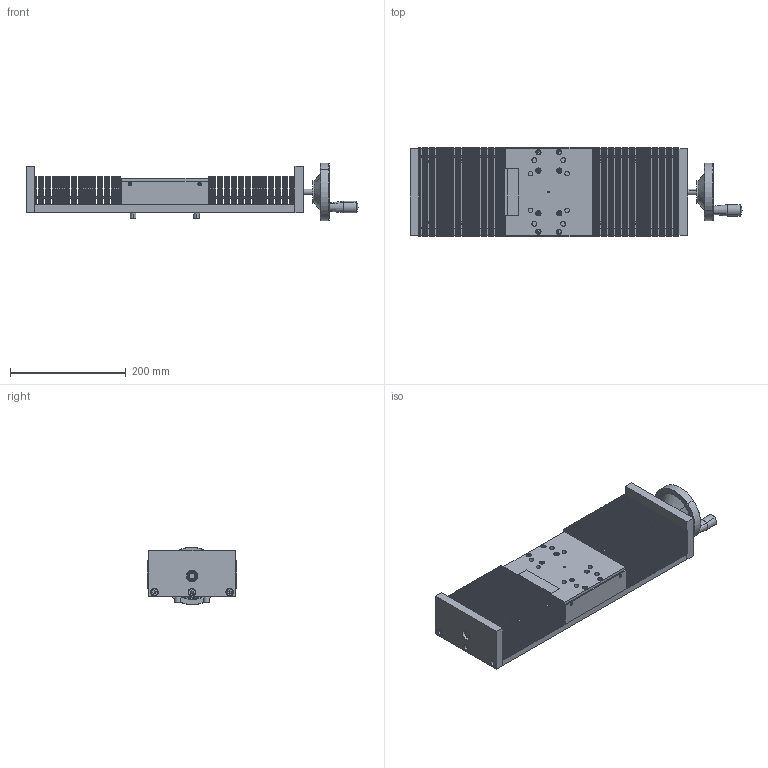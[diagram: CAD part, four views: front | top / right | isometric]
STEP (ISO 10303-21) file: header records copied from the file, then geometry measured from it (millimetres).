
FILE_DESCRIPTION (( 'STEP AP214' ), '1' );
FILE_NAME ('SubArc Manual Slide 200MM - 301137.STEP', '2015-12-17T17:43:15', ( 'ITS' ), ( 'ITW Welding Group' ), 'SwSTEP 2.0', 'SolidWorks 2015', '' );
FILE_SCHEMA (( 'AUTOMOTIVE_DESIGN' ));
Length unit declared in the file: inch
Products named in the file (1): SubArc Manual Slide 200MM - 301137
Bounding box: 574 x 155 x 100 mm (x, y, z)
Surface area: 993110.7 mm2 (no closed solid volume)
Topology: 0 solids, 158 shells, 1088 faces, 6539 edges, 5571 vertices
Faces by surface type: plane 854, cylinder 128, cone 56, torus 38, sphere 10, bspline 2
Entity records: 77899 total; most frequent: CARTESIAN_POINT 13861, DIRECTION 9834, ORIENTED_EDGE 8555, EDGE_CURVE 6484, VERTEX_POINT 5556, LINE 5080, VECTOR 5080, AXIS2_PLACEMENT_3D 2377
